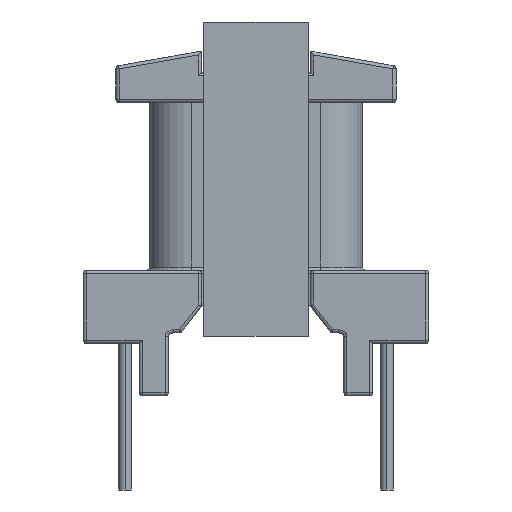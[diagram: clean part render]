
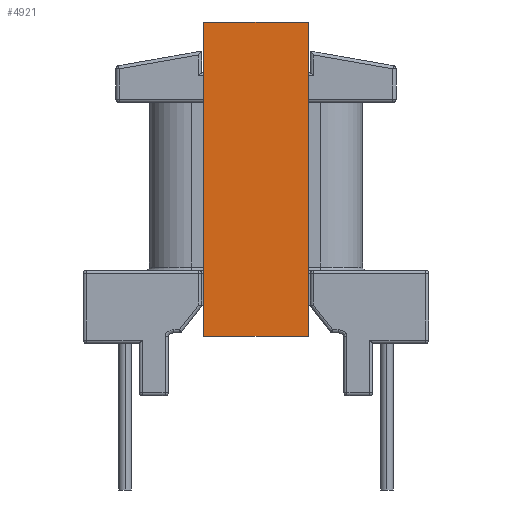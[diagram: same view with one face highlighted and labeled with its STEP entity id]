
A CAD part, left-side view. The second image highlights one B-rep face of the part: STEP entity #4921.
In plain terms, the highlighted planar face has unit normal (-1, 0, 0).
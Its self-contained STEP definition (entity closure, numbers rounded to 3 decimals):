
#2273 = VERTEX_POINT ( 'NONE', #4298 ) ;
#2409 = VERTEX_POINT ( 'NONE', #4361 ) ;
#2576 = ORIENTED_EDGE ( 'NONE', *, *, #4895, .T. ) ;
#2604 = ORIENTED_EDGE ( 'NONE', *, *, #4894, .F. ) ;
#2619 = ORIENTED_EDGE ( 'NONE', *, *, #4897, .F. ) ;
#2630 = ORIENTED_EDGE ( 'NONE', *, *, #5111, .T. ) ;
#4298 = CARTESIAN_POINT ( 'NONE',  ( -8.25, 2.5, 2.853 ) ) ;
#4361 = CARTESIAN_POINT ( 'NONE',  ( -8.25, -2.5, 2.853 ) ) ;
#4403 = CARTESIAN_POINT ( 'NONE',  ( -8.25, -2.5, 2.853 ) ) ;
#4404 = DIRECTION ( 'NONE',  ( 0., 1., 0. ) ) ;
#4405 = CARTESIAN_POINT ( 'NONE',  ( -8.25, -2.5, 2.853 ) ) ;
#4406 = DIRECTION ( 'NONE',  ( 0., 0., 1. ) ) ;
#4409 = CARTESIAN_POINT ( 'NONE',  ( -8.25, 2.5, 2.853 ) ) ;
#4579 = EDGE_LOOP ( 'NONE', ( #2630, #2619, #2604, #2576 ) ) ;
#4894 = EDGE_CURVE ( 'NONE', #2409, #2273, #8242, .T. ) ;
#4895 = EDGE_CURVE ( 'NONE', #2409, #10265, #8244, .T. ) ;
#4897 = EDGE_CURVE ( 'NONE', #2273, #10285, #8246, .T. ) ;
#4921 = ADVANCED_FACE ( 'NONE', ( #8280 ), #10631, .T. ) ;
#5111 = EDGE_CURVE ( 'NONE', #10265, #10285, #6709, .T. ) ;
#5755 = VECTOR ( 'NONE', #4404, 1000. ) ;
#5756 = VECTOR ( 'NONE', #4406, 1000. ) ;
#5760 = VECTOR ( 'NONE', #14582, 1000. ) ;
#5769 = AXIS2_PLACEMENT_3D ( 'NONE', #10632, #10633, #10634 ) ;
#5933 = VECTOR ( 'NONE', #7922, 1000. ) ;
#6709 = LINE ( 'NONE', #7921, #5933 ) ;
#7921 = CARTESIAN_POINT ( 'NONE',  ( -8.25, -2.5, 17.853 ) ) ;
#7922 = DIRECTION ( 'NONE',  ( 0., 1., 0. ) ) ;
#8242 = LINE ( 'NONE', #4403, #5755 ) ;
#8244 = LINE ( 'NONE', #4405, #5756 ) ;
#8246 = LINE ( 'NONE', #4409, #5760 ) ;
#8280 = FACE_OUTER_BOUND ( 'NONE', #4579, .T. ) ;
#10265 = VERTEX_POINT ( 'NONE', #12487 ) ;
#10285 = VERTEX_POINT ( 'NONE', #12507 ) ;
#10631 = PLANE ( 'NONE',  #5769 ) ;
#10632 = CARTESIAN_POINT ( 'NONE',  ( -8.25, -2.5, 2.853 ) ) ;
#10633 = DIRECTION ( 'NONE',  ( -1., 0., 0. ) ) ;
#10634 = DIRECTION ( 'NONE',  ( 0., 0., 1. ) ) ;
#12487 = CARTESIAN_POINT ( 'NONE',  ( -8.25, -2.5, 17.853 ) ) ;
#12507 = CARTESIAN_POINT ( 'NONE',  ( -8.25, 2.5, 17.853 ) ) ;
#14582 = DIRECTION ( 'NONE',  ( 0., 0., 1. ) ) ;
